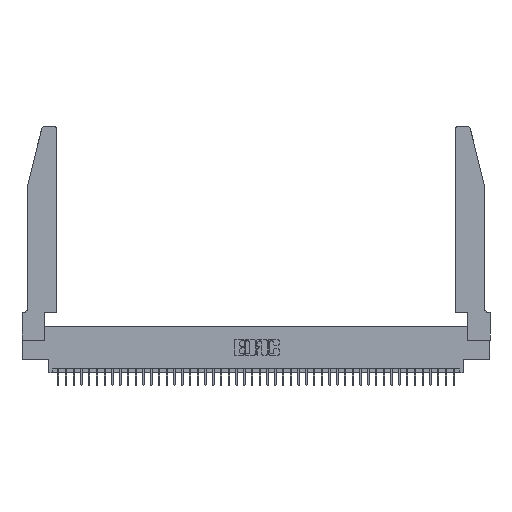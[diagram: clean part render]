
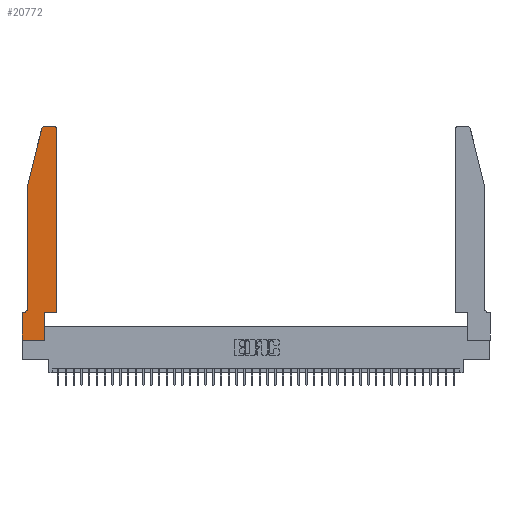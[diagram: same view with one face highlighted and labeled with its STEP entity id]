
A CAD part, top view. The second image highlights one B-rep face of the part: STEP entity #20772.
In plain terms, the highlighted planar face has unit normal (0, 0, 1).
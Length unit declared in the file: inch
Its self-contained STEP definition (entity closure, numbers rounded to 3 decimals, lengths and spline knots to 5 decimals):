
#325 = EDGE_CURVE ( 'NONE', #2263, #12601, #12293, .T. ) ;
#566 = DIRECTION ( 'NONE',  ( 1., 0., 0. ) ) ;
#1306 = CARTESIAN_POINT ( 'NONE',  ( 0.0755, 2., 0.37 ) ) ;
#2263 = VERTEX_POINT ( 'NONE', #9615 ) ;
#2651 = DIRECTION ( 'NONE',  ( 0., 0., 1. ) ) ;
#3101 = CARTESIAN_POINT ( 'NONE',  ( 0.4205, 2.72, 0.37 ) ) ;
#3415 = CARTESIAN_POINT ( 'NONE',  ( 0.4205, 2.75, 0.37 ) ) ;
#3616 = EDGE_CURVE ( 'NONE', #26752, #11141, #13040, .T. ) ;
#4288 = LINE ( 'NONE', #4529, #44079 ) ;
#4529 = CARTESIAN_POINT ( 'NONE',  ( 0.0755, 2., 0.37 ) ) ;
#4807 = CARTESIAN_POINT ( 'NONE',  ( 0.0755, 2., 0.37 ) ) ;
#4911 = ORIENTED_EDGE ( 'NONE', *, *, #3616, .T. ) ;
#5209 = VERTEX_POINT ( 'NONE', #39512 ) ;
#5742 = CIRCLE ( 'NONE', #31585, 0.03 ) ;
#5995 = EDGE_CURVE ( 'NONE', #12601, #27825, #13451, .T. ) ;
#6008 = CARTESIAN_POINT ( 'NONE',  ( 0., 0., 0.37 ) ) ;
#6058 = EDGE_CURVE ( 'NONE', #11141, #12829, #16258, .T. ) ;
#6188 = LINE ( 'NONE', #1306, #41617 ) ;
#7035 = VERTEX_POINT ( 'NONE', #42874 ) ;
#7912 = AXIS2_PLACEMENT_3D ( 'NONE', #3101, #2651, #33893 ) ;
#8081 = CARTESIAN_POINT ( 'NONE',  ( 0.4505, 0.35, 0.37 ) ) ;
#8546 = VECTOR ( 'NONE', #566, 39.37008 ) ;
#8709 = CARTESIAN_POINT ( 'NONE',  ( 0.4505, 2.72, 0.37 ) ) ;
#8919 = CARTESIAN_POINT ( 'NONE',  ( 0.284, 2.72, 0.37 ) ) ;
#9471 = ORIENTED_EDGE ( 'NONE', *, *, #44285, .T. ) ;
#9612 = VECTOR ( 'NONE', #13463, 39.37008 ) ;
#9615 = CARTESIAN_POINT ( 'NONE',  ( 0.0055, 0.35, 0.37 ) ) ;
#9820 = ORIENTED_EDGE ( 'NONE', *, *, #39466, .T. ) ;
#10419 = PLANE ( 'NONE',  #27752 ) ;
#10779 = ORIENTED_EDGE ( 'NONE', *, *, #325, .T. ) ;
#11141 = VERTEX_POINT ( 'NONE', #3415 ) ;
#11377 = VERTEX_POINT ( 'NONE', #14516 ) ;
#11499 = CARTESIAN_POINT ( 'NONE',  ( 0.0755, 0.42, 0.37 ) ) ;
#11788 = VECTOR ( 'NONE', #23176, 39.37008 ) ;
#12004 = LINE ( 'NONE', #8081, #33518 ) ;
#12293 = LINE ( 'NONE', #38976, #9612 ) ;
#12601 = VERTEX_POINT ( 'NONE', #27690 ) ;
#12829 = VERTEX_POINT ( 'NONE', #28625 ) ;
#13040 = CIRCLE ( 'NONE', #7912, 0.03 ) ;
#13451 = LINE ( 'NONE', #6008, #11788 ) ;
#13457 = CARTESIAN_POINT ( 'NONE',  ( 0.4505, 0.35, 0.37 ) ) ;
#13463 = DIRECTION ( 'NONE',  ( -1., 0., 0. ) ) ;
#13914 = VECTOR ( 'NONE', #39748, 39.37008 ) ;
#14516 = CARTESIAN_POINT ( 'NONE',  ( 0.2865, 0.35, 0.37 ) ) ;
#15300 = EDGE_CURVE ( 'NONE', #12829, #7035, #5742, .T. ) ;
#15602 = DIRECTION ( 'NONE',  ( 0., 0., 1. ) ) ;
#16258 = LINE ( 'NONE', #41138, #44125 ) ;
#16458 = DIRECTION ( 'NONE',  ( -1., 0., 0. ) ) ;
#16573 = EDGE_LOOP ( 'NONE', ( #22333, #22495, #16993, #9820, #9471, #10779, #33834, #38487, #30088, #22225, #39455, #4911 ) ) ;
#16993 = ORIENTED_EDGE ( 'NONE', *, *, #28579, .T. ) ;
#18864 = VERTEX_POINT ( 'NONE', #11499 ) ;
#19022 = EDGE_CURVE ( 'NONE', #27825, #5209, #32207, .T. ) ;
#19473 = AXIS2_PLACEMENT_3D ( 'NONE', #44041, #26691, #16458 ) ;
#20681 = DIRECTION ( 'NONE',  ( 0., 1., 0. ) ) ;
#20731 = VECTOR ( 'NONE', #20681, 39.37008 ) ;
#20772 = ADVANCED_FACE ( 'NONE', ( #23528 ), #10419, .T. ) ;
#21651 = CARTESIAN_POINT ( 'NONE',  ( 0., 0., 0.37 ) ) ;
#21665 = DIRECTION ( 'NONE',  ( 1., 0., 0. ) ) ;
#22225 = ORIENTED_EDGE ( 'NONE', *, *, #22504, .T. ) ;
#22333 = ORIENTED_EDGE ( 'NONE', *, *, #6058, .T. ) ;
#22495 = ORIENTED_EDGE ( 'NONE', *, *, #15300, .T. ) ;
#22504 = EDGE_CURVE ( 'NONE', #11377, #23922, #12004, .T. ) ;
#22859 = CARTESIAN_POINT ( 'NONE',  ( 0.2865, 0.35, 0.37 ) ) ;
#23112 = LINE ( 'NONE', #22859, #13914 ) ;
#23176 = DIRECTION ( 'NONE',  ( 0., -1., 0. ) ) ;
#23528 = FACE_OUTER_BOUND ( 'NONE', #16573, .T. ) ;
#23922 = VERTEX_POINT ( 'NONE', #29105 ) ;
#26691 = DIRECTION ( 'NONE',  ( 0., 0., -1. ) ) ;
#26752 = VERTEX_POINT ( 'NONE', #8709 ) ;
#27633 = DIRECTION ( 'NONE',  ( 1., 0., 0. ) ) ;
#27690 = CARTESIAN_POINT ( 'NONE',  ( 0., 0.35, 0.37 ) ) ;
#27752 = AXIS2_PLACEMENT_3D ( 'NONE', #31184, #34329, #27633 ) ;
#27825 = VERTEX_POINT ( 'NONE', #35060 ) ;
#28579 = EDGE_CURVE ( 'NONE', #7035, #34195, #6188, .T. ) ;
#28625 = CARTESIAN_POINT ( 'NONE',  ( 0.284, 2.75, 0.37 ) ) ;
#29105 = CARTESIAN_POINT ( 'NONE',  ( 0.4505, 0.35, 0.37 ) ) ;
#30088 = ORIENTED_EDGE ( 'NONE', *, *, #40232, .T. ) ;
#31184 = CARTESIAN_POINT ( 'NONE',  ( 0., 0.35, 0.37 ) ) ;
#31585 = AXIS2_PLACEMENT_3D ( 'NONE', #8919, #15602, #33819 ) ;
#32207 = LINE ( 'NONE', #21651, #8546 ) ;
#33518 = VECTOR ( 'NONE', #21665, 39.37008 ) ;
#33819 = DIRECTION ( 'NONE',  ( 1., 0., 0. ) ) ;
#33834 = ORIENTED_EDGE ( 'NONE', *, *, #5995, .T. ) ;
#33893 = DIRECTION ( 'NONE',  ( 1., 0., 0. ) ) ;
#33985 = DIRECTION ( 'NONE',  ( -1., 0., 0. ) ) ;
#34195 = VERTEX_POINT ( 'NONE', #4807 ) ;
#34329 = DIRECTION ( 'NONE',  ( 0., 0., 1. ) ) ;
#35060 = CARTESIAN_POINT ( 'NONE',  ( 0., 0., 0.37 ) ) ;
#35587 = EDGE_CURVE ( 'NONE', #23922, #26752, #38933, .T. ) ;
#36518 = DIRECTION ( 'NONE',  ( 0., -1., 0. ) ) ;
#37721 = CIRCLE ( 'NONE', #19473, 0.07 ) ;
#38487 = ORIENTED_EDGE ( 'NONE', *, *, #19022, .T. ) ;
#38839 = DIRECTION ( 'NONE',  ( -0.239, -0.971, 0. ) ) ;
#38933 = LINE ( 'NONE', #13457, #20731 ) ;
#38976 = CARTESIAN_POINT ( 'NONE',  ( 0.0755, 0.35, 0.37 ) ) ;
#39455 = ORIENTED_EDGE ( 'NONE', *, *, #35587, .T. ) ;
#39466 = EDGE_CURVE ( 'NONE', #34195, #18864, #4288, .T. ) ;
#39512 = CARTESIAN_POINT ( 'NONE',  ( 0.2865, 0., 0.37 ) ) ;
#39748 = DIRECTION ( 'NONE',  ( 0., 1., 0. ) ) ;
#40232 = EDGE_CURVE ( 'NONE', #5209, #11377, #23112, .T. ) ;
#41138 = CARTESIAN_POINT ( 'NONE',  ( 0.2605, 2.75, 0.37 ) ) ;
#41617 = VECTOR ( 'NONE', #38839, 39.37008 ) ;
#42874 = CARTESIAN_POINT ( 'NONE',  ( 0.25487, 2.72718, 0.37 ) ) ;
#44041 = CARTESIAN_POINT ( 'NONE',  ( 0.0055, 0.42, 0.37 ) ) ;
#44079 = VECTOR ( 'NONE', #36518, 39.37008 ) ;
#44125 = VECTOR ( 'NONE', #33985, 39.37008 ) ;
#44285 = EDGE_CURVE ( 'NONE', #18864, #2263, #37721, .T. ) ;
